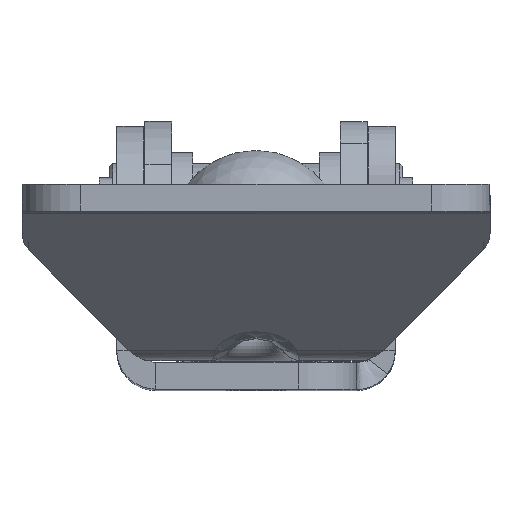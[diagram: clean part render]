
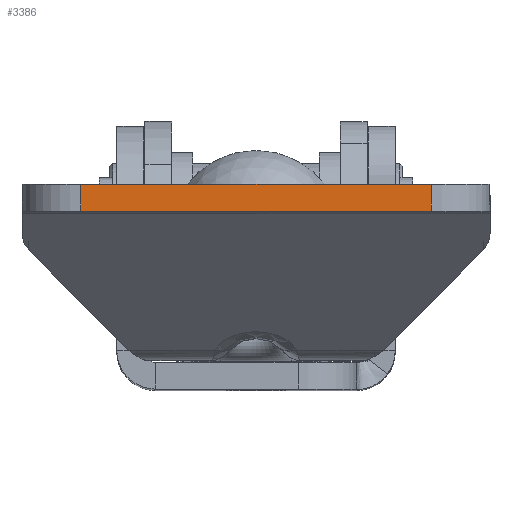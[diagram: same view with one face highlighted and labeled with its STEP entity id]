
A CAD part, top view. The second image highlights one B-rep face of the part: STEP entity #3386.
In plain terms, the highlighted planar face has unit normal (0, 0, 1).
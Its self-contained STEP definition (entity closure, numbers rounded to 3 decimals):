
#227=LINE('',#10102,#394);
#228=LINE('',#10108,#395);
#229=LINE('',#10112,#396);
#230=LINE('',#10114,#397);
#394=VECTOR('',#4960,1000.);
#395=VECTOR('',#4969,1000.);
#396=VECTOR('',#4974,1000.);
#397=VECTOR('',#4977,1000.);
#500=PLANE('',#3950);
#1132=FACE_OUTER_BOUND('',#1487,.T.);
#1487=EDGE_LOOP('',(#3088,#3089,#3090,#3091));
#1818=VERTEX_POINT('',#10100);
#1819=VERTEX_POINT('',#10101);
#1820=VERTEX_POINT('',#10106);
#1821=VERTEX_POINT('',#10110);
#2230=EDGE_CURVE('',#1818,#1819,#227,.T.);
#2234=EDGE_CURVE('',#1820,#1819,#228,.T.);
#2236=EDGE_CURVE('',#1821,#1820,#229,.T.);
#2237=EDGE_CURVE('',#1818,#1821,#230,.T.);
#3088=ORIENTED_EDGE('',*,*,#2236,.F.);
#3089=ORIENTED_EDGE('',*,*,#2237,.F.);
#3090=ORIENTED_EDGE('',*,*,#2230,.T.);
#3091=ORIENTED_EDGE('',*,*,#2234,.F.);
#3386=ADVANCED_FACE('',(#1132),#500,.T.);
#3950=AXIS2_PLACEMENT_3D('',#12357,#5006,#5007);
#4960=DIRECTION('',(1.,0.,0.));
#4969=DIRECTION('',(0.,-1.,0.));
#4974=DIRECTION('',(1.,0.,0.));
#4977=DIRECTION('',(0.,1.,0.));
#5006=DIRECTION('center_axis',(0.,0.,1.));
#5007=DIRECTION('ref_axis',(-1.,0.,0.));
#10100=CARTESIAN_POINT('',(-15.,5.5,0.));
#10101=CARTESIAN_POINT('',(15.,5.5,0.));
#10102=CARTESIAN_POINT('',(20.001,5.5,0.));
#10106=CARTESIAN_POINT('',(15.,7.8,0.));
#10108=CARTESIAN_POINT('',(15.,5.5,0.));
#10110=CARTESIAN_POINT('',(-15.,7.8,0.));
#10112=CARTESIAN_POINT('',(20.001,7.8,0.));
#10114=CARTESIAN_POINT('',(-15.,10.25,0.));
#12357=CARTESIAN_POINT('Origin',(-20.,10.25,0.));
